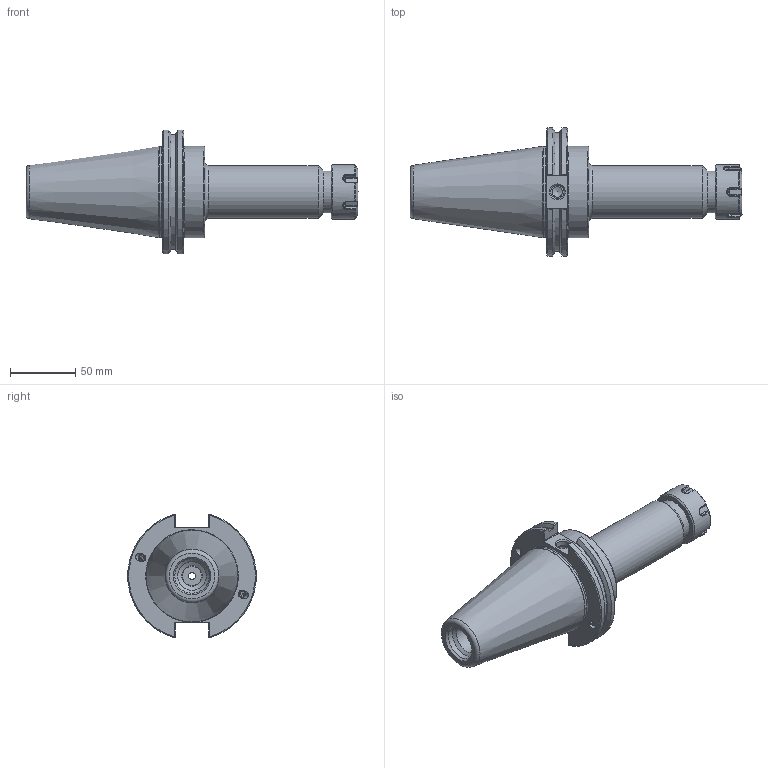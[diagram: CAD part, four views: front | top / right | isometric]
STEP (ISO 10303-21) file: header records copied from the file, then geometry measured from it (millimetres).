
FILE_DESCRIPTION(/* description */ ('ER COLLET CHUCK'),/* implementation_level */ '2;1');
FILE_NAME(/* name */ 'C50BC-25ERF600.stp',/* time_stamp */ '2017-01-24T10:53:09-05:00',/* author */ ('davhar'),/* organization */ (''),/* preprocessor_version */ 'ST-DEVELOPER v16.1',/* originating_system */ 'Autodesk Inventor 2016',/* authorisation */ '');
FILE_SCHEMA (('AUTOMOTIVE_DESIGN { 1 0 10303 214 3 1 1 }'));
Length unit declared in the file: inch
Products named in the file (6): C50BCB-25ER6-1; 029-966; C50BCB-25ER6-1_1; 25ERN; BS-11; C50BC-25ERF600
Assembly tree (8 placements, depth 3):
  C50BC-25ERF600
    C50BCB-25ER6-1_1
      C50BCB-25ER6-1
      029-966  x4
    25ERN
    BS-11
Bounding box: 254 x 98.06 x 94.71 mm (x, y, z)
Volume: 489949.6 mm3; surface area: 76838.7 mm2
Topology: 7 solids, 7 shells, 275 faces, 660 edges, 418 vertices
Faces by surface type: plane 120, cylinder 71, cone 49, torus 17, bspline 14, sphere 4
Full cylindrical faces by diameter (mm): 5 x4, 6 x8, 6.096 x4, 6.2 x4, 7.112 x1, 8 x1, 10.135 x1, 15.113 x2, 15.748 x1, 17.297 x1, 18.034 x1, 20.32 x1, 21.971 x1, 26.365 x1, 30.5 x1, 32 x1, 32.88 x1, 40.513 x1, 42 x1, 69.342 x1, 69.85 x1
Entity records: 8481 total; most frequent: CARTESIAN_POINT 3416, ORIENTED_EDGE 974, DIRECTION 950, EDGE_CURVE 487, AXIS2_PLACEMENT_3D 390, VERTEX_POINT 339, EDGE_LOOP 312, FACE_OUTER_BOUND 227
